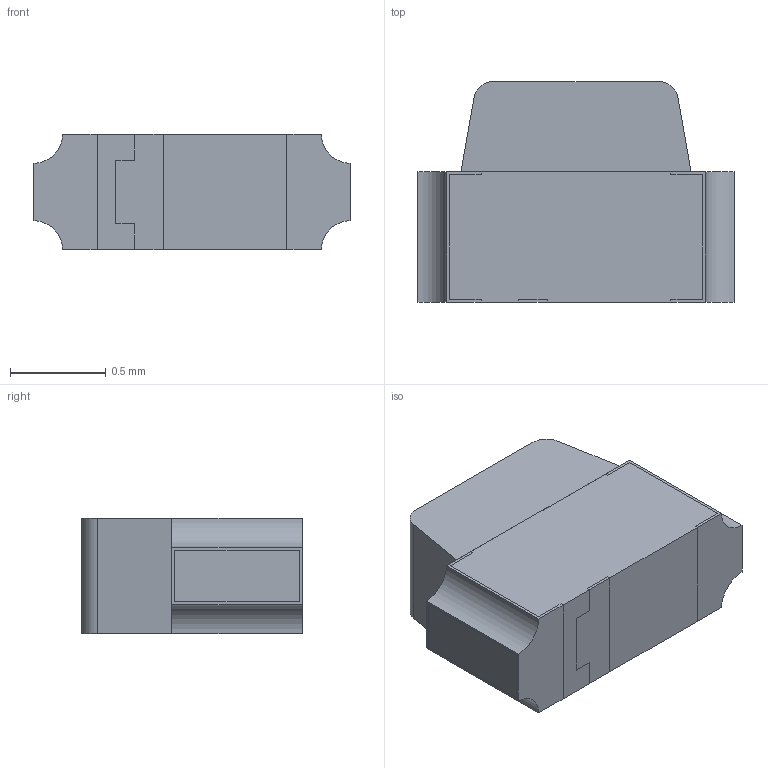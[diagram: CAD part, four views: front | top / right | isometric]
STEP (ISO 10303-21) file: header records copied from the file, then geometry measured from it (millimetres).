
FILE_DESCRIPTION (( 'STEP AP214' ), '1' );
FILE_NAME ('LTST-S270TBKT.STEP', '2021-07-08T22:41:41', ( '' ), ( '' ), 'SwSTEP 2.0', 'SolidWorks 2017', '' );
FILE_SCHEMA (( 'AUTOMOTIVE_DESIGN' ));
Length unit declared in the file: millimetre
Products named in the file (1): LTST-S270TBKT
Bounding box: 1.65 x 1.15 x 0.6 mm (x, y, z)
Volume: 0.9 mm3; surface area: 10.9 mm2
Topology: 5 solids, 5 shells, 78 faces, 210 edges, 140 vertices
Faces by surface type: plane 72, cylinder 6
Entity records: 2484 total; most frequent: CARTESIAN_POINT 429, ORIENTED_EDGE 420, DIRECTION 380, EDGE_CURVE 210, VECTOR 198, LINE 198, VERTEX_POINT 140, AXIS2_PLACEMENT_3D 91
